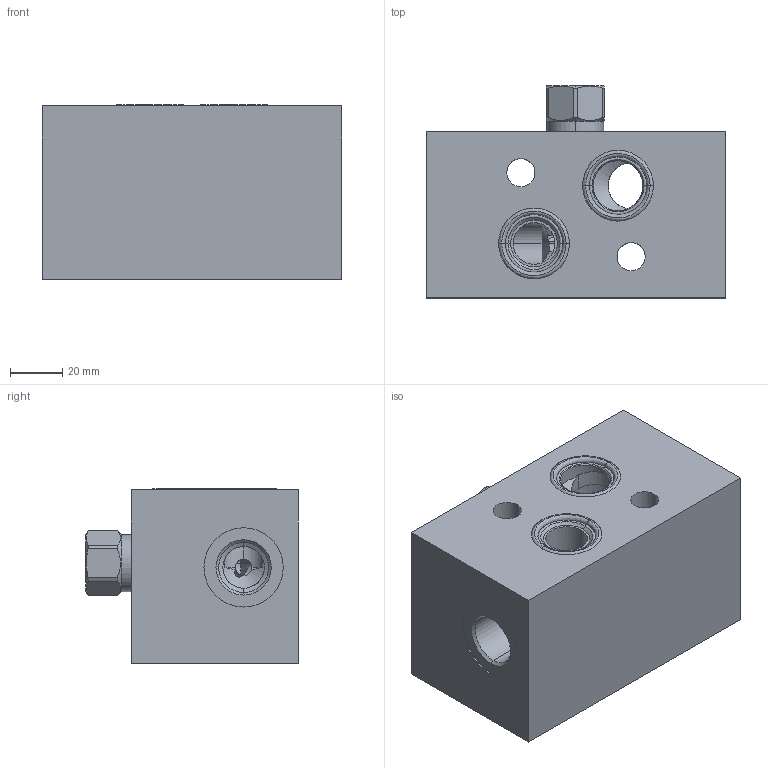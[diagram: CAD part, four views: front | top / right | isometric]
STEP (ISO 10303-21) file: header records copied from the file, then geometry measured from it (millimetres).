
FILE_DESCRIPTION((''),'2;1');
FILE_NAME('WQL_ASM','2024-08-12T',('ProEService'),(''),'PRO/ENGINEER BY PARAMETRIC TECHNOLOGY CORPORATION, 2014200','PRO/ENGINEER BY PARAMETRIC TECHNOLOGY CORPORATION, 2014200','');
FILE_SCHEMA(('CONFIG_CONTROL_DESIGN'));
Length unit declared in the file: inch
Products named in the file (4): 159-338-003; 500-001-118; CSAABXN; WQL_ASM
Assembly tree (4 placements, depth 2):
  WQL_ASM
    159-338-003
    500-001-118  x2
    CSAABXN
Bounding box: 114.3 x 80.85 x 66.5 mm (x, y, z)
Volume: 414678 mm3; surface area: 62013.5 mm2
Topology: 5 solids, 7 shells, 304 faces, 922 edges, 745 vertices
Faces by surface type: cylinder 128, cone 81, plane 47, torus 34, revolution 14
Entity records: 11837 total; most frequent: CARTESIAN_POINT 3597, DIRECTION 1809, ORIENTED_EDGE 1384, EDGE_CURVE 692, AXIS2_PLACEMENT_3D 679, VECTOR 441, LINE 441, VERTEX_POINT 420
